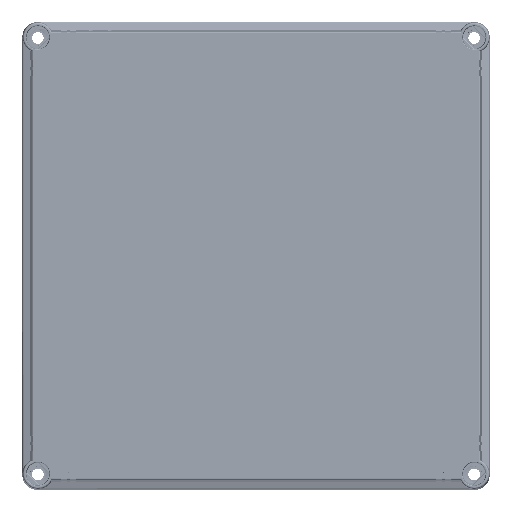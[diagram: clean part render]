
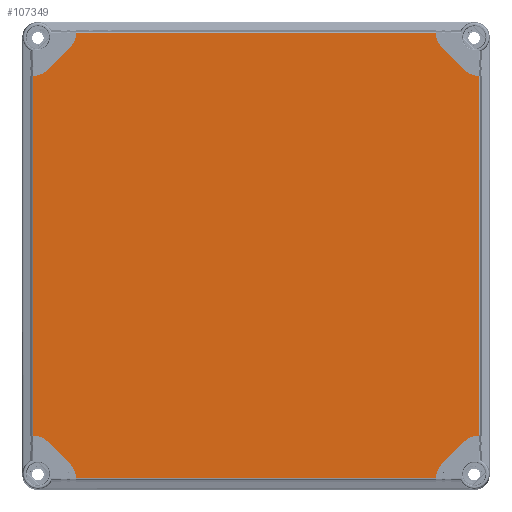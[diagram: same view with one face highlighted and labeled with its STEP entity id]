
A CAD part, top view. The second image highlights one B-rep face of the part: STEP entity #107349.
In plain terms, the highlighted planar face has unit normal (0, 0, 1).
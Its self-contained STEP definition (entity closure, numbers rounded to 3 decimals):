
#93645=CARTESIAN_POINT('',(-129.346,-143.3,30.));
#93646=DIRECTION('',(0.,0.,1.));
#93647=DIRECTION('',(0.999,0.032,0.));
#93648=AXIS2_PLACEMENT_3D('',#93645,#93646,#93647);
#93653=DIRECTION('',(-0.707,0.707,0.));
#93654=VECTOR('',#93653,19.734);
#93655=CARTESIAN_POINT('',(-119.447,-133.401,30.));
#93656=LINE('',#93655,#93654);
#93660=CARTESIAN_POINT('',(-143.3,-129.346,30.));
#93661=DIRECTION('',(0.,0.,1.));
#93662=DIRECTION('',(0.707,0.707,0.));
#93663=AXIS2_PLACEMENT_3D('',#93660,#93661,#93662);
#93668=CARTESIAN_POINT('',(-143.3,129.346,30.));
#93669=DIRECTION('',(0.,0.,1.));
#93670=DIRECTION('',(0.032,-0.999,0.));
#93671=AXIS2_PLACEMENT_3D('',#93668,#93669,#93670);
#93676=DIRECTION('',(0.707,0.707,0.));
#93677=VECTOR('',#93676,19.734);
#93678=CARTESIAN_POINT('',(-133.401,119.447,30.));
#93679=LINE('',#93678,#93677);
#93683=CARTESIAN_POINT('',(-129.346,143.3,30.));
#93684=DIRECTION('',(0.,0.,1.));
#93685=DIRECTION('',(0.707,-0.707,0.));
#93686=AXIS2_PLACEMENT_3D('',#93683,#93684,#93685);
#93691=DIRECTION('',(1.,0.,0.));
#93692=VECTOR('',#93691,230.707);
#93693=CARTESIAN_POINT('',(-115.353,142.851,30.));
#93694=LINE('',#93693,#93692);
#93698=CARTESIAN_POINT('',(129.346,143.3,30.));
#93699=DIRECTION('',(0.,0.,1.));
#93700=DIRECTION('',(-0.999,-0.032,0.));
#93701=AXIS2_PLACEMENT_3D('',#93698,#93699,#93700);
#93706=DIRECTION('',(0.707,-0.707,0.));
#93707=VECTOR('',#93706,19.734);
#93708=CARTESIAN_POINT('',(119.447,133.401,30.));
#93709=LINE('',#93708,#93707);
#93713=CARTESIAN_POINT('',(143.3,129.346,30.));
#93714=DIRECTION('',(0.,0.,1.));
#93715=DIRECTION('',(-0.707,-0.707,0.));
#93716=AXIS2_PLACEMENT_3D('',#93713,#93714,#93715);
#93721=CARTESIAN_POINT('',(143.3,-129.346,30.));
#93722=DIRECTION('',(0.,0.,1.));
#93723=DIRECTION('',(-0.032,0.999,0.));
#93724=AXIS2_PLACEMENT_3D('',#93721,#93722,#93723);
#93729=DIRECTION('',(-0.707,-0.707,0.));
#93730=VECTOR('',#93729,19.734);
#93731=CARTESIAN_POINT('',(133.401,-119.447,30.));
#93732=LINE('',#93731,#93730);
#93736=CARTESIAN_POINT('',(129.346,-143.3,30.));
#93737=DIRECTION('',(0.,0.,1.));
#93738=DIRECTION('',(-0.707,0.707,0.));
#93739=AXIS2_PLACEMENT_3D('',#93736,#93737,#93738);
#98305=DIRECTION('',(0.,1.,0.));
#98306=VECTOR('',#98305,230.707);
#98307=CARTESIAN_POINT('',(142.851,-115.353,30.));
#98308=LINE('',#98307,#98306);
#98376=CARTESIAN_POINT('',(-115.353,142.851,30.));
#98414=CARTESIAN_POINT('',(115.353,142.851,30.));
#98440=DIRECTION('',(0.,-1.,0.));
#98441=VECTOR('',#98440,230.707);
#98442=CARTESIAN_POINT('',(-142.851,115.353,30.));
#98443=LINE('',#98442,#98441);
#98511=DIRECTION('',(1.,0.,0.));
#98512=VECTOR('',#98511,230.707);
#98513=CARTESIAN_POINT('',(-115.353,-142.851,30.));
#98514=LINE('',#98513,#98512);
#98518=CARTESIAN_POINT('',(115.353,-142.851,30.));
#98549=CARTESIAN_POINT('',(-115.353,-142.851,30.));
#101320=CARTESIAN_POINT('',(119.447,133.401,30.));
#101321=CARTESIAN_POINT('',(133.401,119.447,30.));
#101322=VERTEX_POINT('',#101320);
#101323=VERTEX_POINT('',#101321);
#101340=CARTESIAN_POINT('',(-133.401,119.447,30.));
#101341=CARTESIAN_POINT('',(-119.447,133.401,30.));
#101342=VERTEX_POINT('',#101340);
#101343=VERTEX_POINT('',#101341);
#101356=CARTESIAN_POINT('',(133.401,-119.447,30.));
#101357=CARTESIAN_POINT('',(119.447,-133.401,30.));
#101358=VERTEX_POINT('',#101356);
#101359=VERTEX_POINT('',#101357);
#101368=CARTESIAN_POINT('',(-119.447,-133.401,30.));
#101369=CARTESIAN_POINT('',(-133.401,-119.447,30.));
#101370=VERTEX_POINT('',#101368);
#101371=VERTEX_POINT('',#101369);
#101678=VERTEX_POINT('',#98414);
#101690=CARTESIAN_POINT('',(142.851,-115.353,30.));
#101691=CARTESIAN_POINT('',(142.851,115.353,30.));
#101692=VERTEX_POINT('',#101690);
#101693=VERTEX_POINT('',#101691);
#101701=VERTEX_POINT('',#98376);
#101746=CARTESIAN_POINT('',(-142.851,115.353,30.));
#101747=CARTESIAN_POINT('',(-142.851,-115.353,30.));
#101748=VERTEX_POINT('',#101746);
#101749=VERTEX_POINT('',#101747);
#101802=VERTEX_POINT('',#98549);
#101803=VERTEX_POINT('',#98518);
#107310=CARTESIAN_POINT('',(0.,0.,30.));
#107311=DIRECTION('',(0.,0.,1.));
#107312=DIRECTION('',(1.,0.,0.));
#107313=AXIS2_PLACEMENT_3D('',#107310,#107311,#107312);
#107314=PLANE('',#107313);
#107316=ORIENTED_EDGE('',*,*,#107315,.F.);
#107318=ORIENTED_EDGE('',*,*,#107317,.T.);
#107320=ORIENTED_EDGE('',*,*,#107319,.T.);
#107322=ORIENTED_EDGE('',*,*,#107321,.T.);
#107324=ORIENTED_EDGE('',*,*,#107323,.F.);
#107326=ORIENTED_EDGE('',*,*,#107325,.T.);
#107328=ORIENTED_EDGE('',*,*,#107327,.T.);
#107330=ORIENTED_EDGE('',*,*,#107329,.T.);
#107332=ORIENTED_EDGE('',*,*,#107331,.T.);
#107334=ORIENTED_EDGE('',*,*,#107333,.T.);
#107336=ORIENTED_EDGE('',*,*,#107335,.T.);
#107338=ORIENTED_EDGE('',*,*,#107337,.T.);
#107340=ORIENTED_EDGE('',*,*,#107339,.F.);
#107342=ORIENTED_EDGE('',*,*,#107341,.T.);
#107344=ORIENTED_EDGE('',*,*,#107343,.T.);
#107346=ORIENTED_EDGE('',*,*,#107345,.T.);
#107347=EDGE_LOOP('',(#107316,#107318,#107320,#107322,#107324,#107326,#107328,
#107330,#107332,#107334,#107336,#107338,#107340,#107342,#107344,#107346));
#107348=FACE_OUTER_BOUND('',#107347,.F.);
#107349=ADVANCED_FACE('',(#107348),#107314,.T.);
#93649=CIRCLE('',#93648,14.);
#93664=CIRCLE('',#93663,14.);
#93672=CIRCLE('',#93671,14.);
#93687=CIRCLE('',#93686,14.);
#93702=CIRCLE('',#93701,14.);
#93717=CIRCLE('',#93716,14.);
#93725=CIRCLE('',#93724,14.);
#93740=CIRCLE('',#93739,14.);
#107315=EDGE_CURVE('',#101802,#101803,#98514,.T.);
#107317=EDGE_CURVE('',#101802,#101370,#93649,.T.);
#107319=EDGE_CURVE('',#101370,#101371,#93656,.T.);
#107321=EDGE_CURVE('',#101371,#101749,#93664,.T.);
#107323=EDGE_CURVE('',#101748,#101749,#98443,.T.);
#107325=EDGE_CURVE('',#101748,#101342,#93672,.T.);
#107327=EDGE_CURVE('',#101342,#101343,#93679,.T.);
#107329=EDGE_CURVE('',#101343,#101701,#93687,.T.);
#107331=EDGE_CURVE('',#101701,#101678,#93694,.T.);
#107333=EDGE_CURVE('',#101678,#101322,#93702,.T.);
#107335=EDGE_CURVE('',#101322,#101323,#93709,.T.);
#107337=EDGE_CURVE('',#101323,#101693,#93717,.T.);
#107339=EDGE_CURVE('',#101692,#101693,#98308,.T.);
#107341=EDGE_CURVE('',#101692,#101358,#93725,.T.);
#107343=EDGE_CURVE('',#101358,#101359,#93732,.T.);
#107345=EDGE_CURVE('',#101359,#101803,#93740,.T.);
